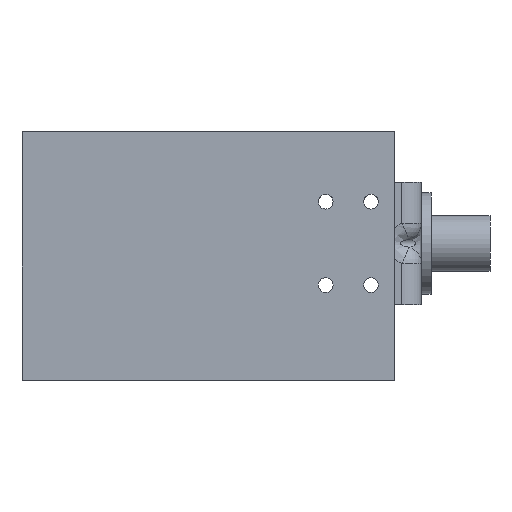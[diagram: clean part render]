
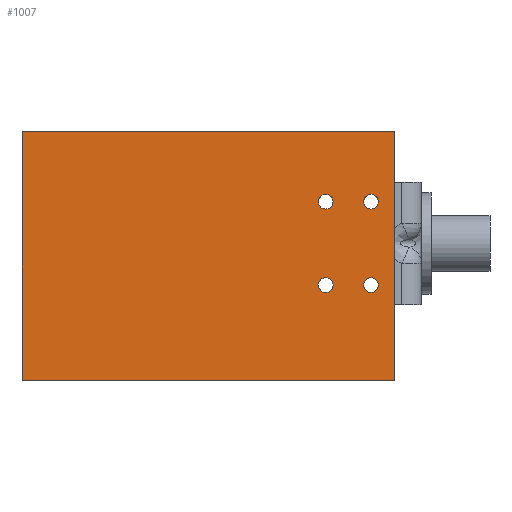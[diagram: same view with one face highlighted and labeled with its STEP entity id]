
A CAD part, top view. The second image highlights one B-rep face of the part: STEP entity #1007.
In plain terms, the highlighted planar face has unit normal (0, 0, 1).
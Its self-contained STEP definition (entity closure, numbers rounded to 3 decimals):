
#59=FACE_BOUND('',#196,.T.);
#60=FACE_BOUND('',#197,.T.);
#61=FACE_BOUND('',#198,.T.);
#62=FACE_BOUND('',#199,.T.);
#95=PLANE('',#1118);
#125=FACE_OUTER_BOUND('',#195,.T.);
#195=EDGE_LOOP('',(#759,#760,#761,#762));
#196=EDGE_LOOP('',(#763));
#197=EDGE_LOOP('',(#764));
#198=EDGE_LOOP('',(#765));
#199=EDGE_LOOP('',(#766));
#275=LINE('',#1624,#337);
#278=LINE('',#1630,#340);
#281=LINE('',#1636,#343);
#284=LINE('',#1640,#346);
#337=VECTOR('',#1308,10.);
#340=VECTOR('',#1313,10.);
#343=VECTOR('',#1318,10.);
#346=VECTOR('',#1323,10.);
#402=CIRCLE('',#1104,1.5);
#404=CIRCLE('',#1107,1.5);
#406=CIRCLE('',#1110,1.5);
#408=CIRCLE('',#1113,1.5);
#470=VERTEX_POINT('',#1596);
#472=VERTEX_POINT('',#1602);
#474=VERTEX_POINT('',#1608);
#476=VERTEX_POINT('',#1614);
#479=VERTEX_POINT('',#1621);
#480=VERTEX_POINT('',#1623);
#482=VERTEX_POINT('',#1629);
#484=VERTEX_POINT('',#1635);
#567=EDGE_CURVE('',#470,#470,#402,.T.);
#570=EDGE_CURVE('',#472,#472,#404,.T.);
#573=EDGE_CURVE('',#474,#474,#406,.T.);
#576=EDGE_CURVE('',#476,#476,#408,.T.);
#579=EDGE_CURVE('',#480,#479,#275,.T.);
#582=EDGE_CURVE('',#482,#480,#278,.T.);
#585=EDGE_CURVE('',#484,#482,#281,.T.);
#588=EDGE_CURVE('',#479,#484,#284,.T.);
#759=ORIENTED_EDGE('',*,*,#588,.T.);
#760=ORIENTED_EDGE('',*,*,#585,.T.);
#761=ORIENTED_EDGE('',*,*,#582,.T.);
#762=ORIENTED_EDGE('',*,*,#579,.T.);
#763=ORIENTED_EDGE('',*,*,#576,.T.);
#764=ORIENTED_EDGE('',*,*,#573,.T.);
#765=ORIENTED_EDGE('',*,*,#570,.T.);
#766=ORIENTED_EDGE('',*,*,#567,.T.);
#1007=ADVANCED_FACE('',(#125,#59,#60,#61,#62),#95,.T.);
#1104=AXIS2_PLACEMENT_3D('',#1598,#1281,#1282);
#1107=AXIS2_PLACEMENT_3D('',#1604,#1288,#1289);
#1110=AXIS2_PLACEMENT_3D('',#1610,#1295,#1296);
#1113=AXIS2_PLACEMENT_3D('',#1616,#1302,#1303);
#1118=AXIS2_PLACEMENT_3D('',#1641,#1324,#1325);
#1281=DIRECTION('center_axis',(0.,0.,-1.));
#1282=DIRECTION('ref_axis',(1.,0.,0.));
#1288=DIRECTION('center_axis',(0.,0.,-1.));
#1289=DIRECTION('ref_axis',(1.,0.,0.));
#1295=DIRECTION('center_axis',(0.,0.,-1.));
#1296=DIRECTION('ref_axis',(1.,0.,0.));
#1302=DIRECTION('center_axis',(0.,0.,-1.));
#1303=DIRECTION('ref_axis',(1.,0.,0.));
#1308=DIRECTION('',(1.,0.,0.));
#1313=DIRECTION('',(0.,-1.,0.));
#1318=DIRECTION('',(-1.,0.,0.));
#1323=DIRECTION('',(0.,1.,0.));
#1324=DIRECTION('center_axis',(0.,0.,1.));
#1325=DIRECTION('ref_axis',(1.,0.,0.));
#1596=CARTESIAN_POINT('',(-10.75,4.,6.016));
#1598=CARTESIAN_POINT('Origin',(-9.25,4.,6.016));
#1602=CARTESIAN_POINT('',(-19.989,4.,6.016));
#1604=CARTESIAN_POINT('Origin',(-18.489,4.,6.016));
#1608=CARTESIAN_POINT('',(-10.75,21.,6.016));
#1610=CARTESIAN_POINT('Origin',(-9.25,21.,6.016));
#1614=CARTESIAN_POINT('',(-19.989,21.,6.016));
#1616=CARTESIAN_POINT('Origin',(-18.489,21.,6.016));
#1621=CARTESIAN_POINT('',(-4.514,-15.381,6.016));
#1623=CARTESIAN_POINT('',(-80.357,-15.381,6.016));
#1624=CARTESIAN_POINT('',(-80.357,-15.381,6.016));
#1629=CARTESIAN_POINT('',(-80.357,35.252,6.016));
#1630=CARTESIAN_POINT('',(-80.357,35.252,6.016));
#1635=CARTESIAN_POINT('',(-4.514,35.252,6.016));
#1636=CARTESIAN_POINT('',(-4.514,35.252,6.016));
#1640=CARTESIAN_POINT('',(-4.514,-15.381,6.016));
#1641=CARTESIAN_POINT('Origin',(-42.436,9.935,6.016));
